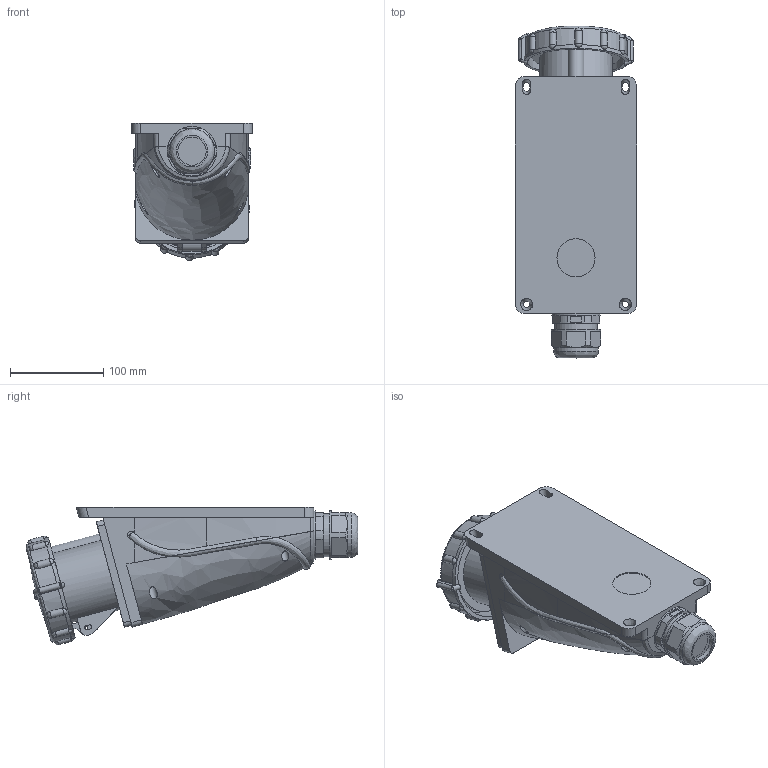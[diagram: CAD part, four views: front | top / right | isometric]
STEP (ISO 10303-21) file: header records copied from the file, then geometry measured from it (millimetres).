
FILE_DESCRIPTION (( 'STEP AP203' ), '1' );
FILE_NAME ('PSN12-063-5 Ðîçåòêà ñòàöèîíàðíàÿ ÑÑÈ-135 63À-6÷_200_346-240_415Â 3Ð+ÐÅ+N IP67 MAGNUM ÈÝÊ.STEP', '2016-11-11T09:37:37', ( '' ), ( '' ), 'SwSTEP 2.0', 'SolidWorks 2014', '' );
FILE_SCHEMA (( 'CONFIG_CONTROL_DESIGN' ));
Products named in the file (1): PSN12-063-5 Ðîçåòêà ñòàöèîíàðíàÿ ÑÑÈ-135 63À-6÷_200_346-240_415Â 3Ð+ÐÅ+N IP67 MAGNUM ÈÝÊ
Bounding box: 130 x 356.5 x 147.77 mm (x, y, z)
Volume: 1309628 mm3; surface area: 395842.7 mm2
Topology: 2 solids, 2 shells, 707 faces, 1953 edges, 1291 vertices
Faces by surface type: plane 378, cylinder 205, bspline 106, torus 10, cone 8
Full cylindrical faces by diameter (mm): 3 x1, 4.3 x4, 5.455 x1, 5.9 x4, 6 x2, 7 x1, 8 x4, 9 x9, 11 x1, 11.4 x1, 13 x1, 16.2 x1, 30.3 x1, 30.5 x1, 40 x1, 41 x2, 46 x1, 48 x1, 52 x1, 53 x1, 60 x1, 60.5 x1, 75 x1, 76 x1, 96 x1, 96.2 x1, 97 x1, 97.5 x1, 100.2 x1, 102 x1
Entity records: 39339 total; most frequent: CARTESIAN_POINT 22468, ORIENTED_EDGE 3690, DIRECTION 3081, EDGE_CURVE 1845, VERTEX_POINT 1265, AXIS2_PLACEMENT_3D 1070, VECTOR 941, LINE 941
